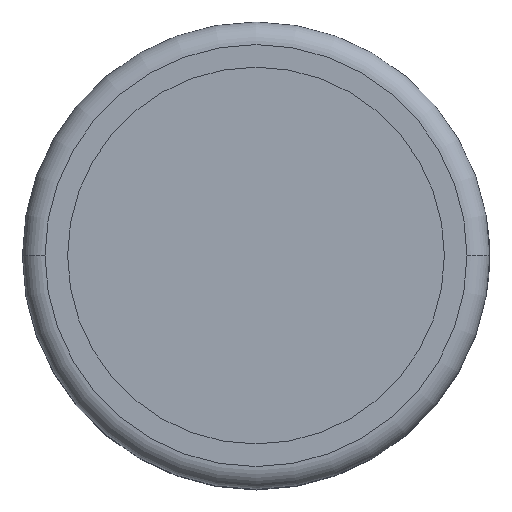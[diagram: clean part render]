
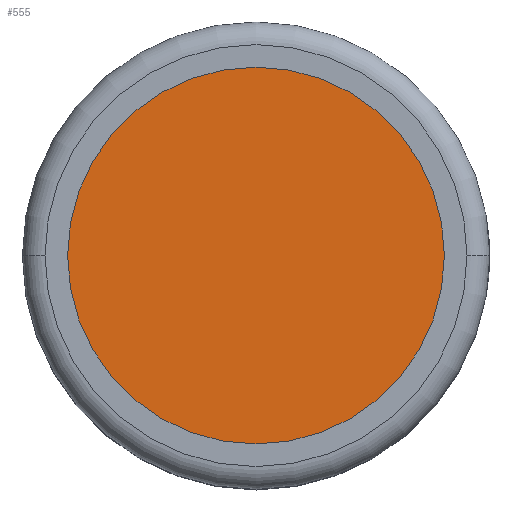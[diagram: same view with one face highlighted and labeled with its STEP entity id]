
A CAD part, top view. The second image highlights one B-rep face of the part: STEP entity #555.
In plain terms, the highlighted planar face has unit normal (0, 0, 1).
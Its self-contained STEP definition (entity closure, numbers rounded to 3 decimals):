
#485=CARTESIAN_POINT('',(-12.5,0.,31.75));
#486=VERTEX_POINT('',#485);
#495=CARTESIAN_POINT('',(12.5,0.0,31.75));
#496=VERTEX_POINT('',#495);
#497=CARTESIAN_POINT('',(0.0,0.0,31.75));
#498=DIRECTION('',(0.0,0.0,-1.0));
#499=DIRECTION('',(-1.0,0.0,0.0));
#500=AXIS2_PLACEMENT_3D('',#497,#498,#499);
#501=CIRCLE('',#500,12.5);
#502=EDGE_CURVE('',#486,#496,#501,.T.);
#536=CARTESIAN_POINT('',(0.0,0.0,31.75));
#537=DIRECTION('',(0.0,0.0,-1.0));
#538=DIRECTION('',(-1.0,0.0,0.0));
#539=AXIS2_PLACEMENT_3D('',#536,#537,#538);
#540=CIRCLE('',#539,12.5);
#541=EDGE_CURVE('',#496,#486,#540,.T.);
#546=CARTESIAN_POINT('',(0.0,0.0,31.75));
#547=DIRECTION('',(0.0,0.0,1.0));
#548=DIRECTION('',(-1.0,0.0,0.0));
#549=AXIS2_PLACEMENT_3D('',#546,#547,#548);
#550=PLANE('',#549);
#551=ORIENTED_EDGE('',*,*,#502,.F.);
#552=ORIENTED_EDGE('',*,*,#541,.F.);
#553=EDGE_LOOP('',(#551,#552));
#554=FACE_OUTER_BOUND('',#553,.T.);
#555=ADVANCED_FACE('',(#554),#550,.T.);
